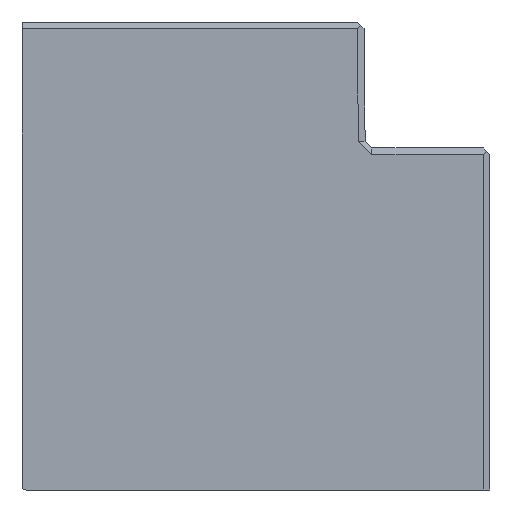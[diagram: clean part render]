
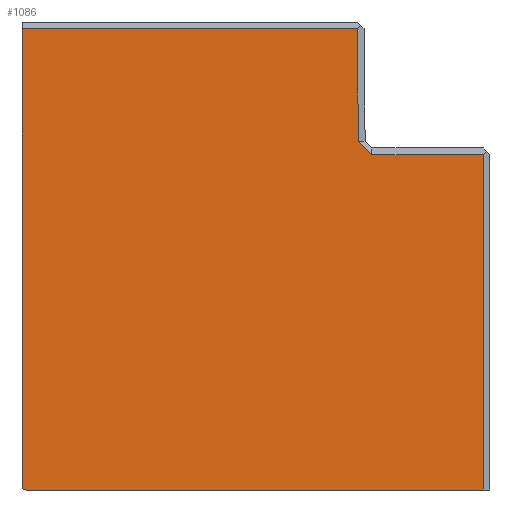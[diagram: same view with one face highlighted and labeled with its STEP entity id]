
A CAD part, front view. The second image highlights one B-rep face of the part: STEP entity #1086.
In plain terms, the highlighted planar face has unit normal (0, -1, 0).
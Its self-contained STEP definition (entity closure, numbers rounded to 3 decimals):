
#447=AXIS2_PLACEMENT_3D('Circle Axis2P3D',#445,#446,$) ;
#1074=AXIS2_PLACEMENT_3D('Plane Axis2P3D',#1071,#1072,#1073) ;
#417=CARTESIAN_POINT('Vertex',(78.838,-22.182,0.)) ;
#420=CARTESIAN_POINT('Line Origine',(51.85,-22.182,0.)) ;
#424=CARTESIAN_POINT('Vertex',(24.863,-22.182,0.)) ;
#445=CARTESIAN_POINT('Axis2P3D Location',(24.863,-22.182,0.5)) ;
#449=CARTESIAN_POINT('Vertex',(24.363,-22.182,0.5)) ;
#472=CARTESIAN_POINT('Vertex',(78.838,-22.182,39.601)) ;
#477=CARTESIAN_POINT('Line Origine',(78.838,-22.182,27.638)) ;
#719=CARTESIAN_POINT('Line Origine',(24.363,-22.182,27.488)) ;
#723=CARTESIAN_POINT('Vertex',(24.363,-22.182,54.475)) ;
#821=CARTESIAN_POINT('Vertex',(63.97,-22.182,54.475)) ;
#824=CARTESIAN_POINT('Line Origine',(51.6,-22.182,54.475)) ;
#954=CARTESIAN_POINT('Line Origine',(51.6,-22.182,39.601)) ;
#958=CARTESIAN_POINT('Vertex',(65.693,-22.182,39.601)) ;
#983=CARTESIAN_POINT('Vertex',(64.086,-22.182,41.201)) ;
#986=CARTESIAN_POINT('Line Origine',(64.205,-22.182,27.638)) ;
#1043=CARTESIAN_POINT('Line Origine',(64.89,-22.182,40.401)) ;
#1071=CARTESIAN_POINT('Axis2P3D Location',(0.,-22.182,0.)) ;
#421=DIRECTION('Vector Direction',(-1.,0.,0.)) ;
#446=DIRECTION('Axis2P3D Direction',(0.,1.,0.)) ;
#478=DIRECTION('Vector Direction',(0.,0.,-1.)) ;
#720=DIRECTION('Vector Direction',(0.,0.,1.)) ;
#825=DIRECTION('Vector Direction',(1.,0.,0.)) ;
#955=DIRECTION('Vector Direction',(1.,0.,0.)) ;
#987=DIRECTION('Vector Direction',(0.009,0.,-1.)) ;
#1044=DIRECTION('Vector Direction',(0.708,0.,-0.706)) ;
#1072=DIRECTION('Axis2P3D Direction',(0.,1.,-0.)) ;
#1073=DIRECTION('Axis2P3D XDirection',(-1.,0.,0.)) ;
#422=VECTOR('Line Direction',#421,1.) ;
#479=VECTOR('Line Direction',#478,1.) ;
#721=VECTOR('Line Direction',#720,1.) ;
#826=VECTOR('Line Direction',#825,1.) ;
#956=VECTOR('Line Direction',#955,1.) ;
#988=VECTOR('Line Direction',#987,1.) ;
#1045=VECTOR('Line Direction',#1044,1.) ;
#1077=ORIENTED_EDGE('',*,*,#451,.F.) ;
#1078=ORIENTED_EDGE('',*,*,#426,.F.) ;
#1079=ORIENTED_EDGE('',*,*,#481,.F.) ;
#1080=ORIENTED_EDGE('',*,*,#960,.F.) ;
#1081=ORIENTED_EDGE('',*,*,#1047,.F.) ;
#1082=ORIENTED_EDGE('',*,*,#990,.F.) ;
#1083=ORIENTED_EDGE('',*,*,#828,.F.) ;
#1084=ORIENTED_EDGE('',*,*,#725,.F.) ;
#1086=ADVANCED_FACE('Body.2',(#1085),#1075,.F.) ;
#448=CIRCLE('generated circle',#447,0.5) ;
#426=EDGE_CURVE('',#418,#425,#423,.T.) ;
#451=EDGE_CURVE('',#425,#450,#448,.T.) ;
#481=EDGE_CURVE('',#473,#418,#480,.T.) ;
#725=EDGE_CURVE('',#450,#724,#722,.T.) ;
#828=EDGE_CURVE('',#724,#822,#827,.T.) ;
#960=EDGE_CURVE('',#959,#473,#957,.T.) ;
#990=EDGE_CURVE('',#822,#984,#989,.T.) ;
#1047=EDGE_CURVE('',#984,#959,#1046,.T.) ;
#1076=EDGE_LOOP('',(#1077,#1078,#1079,#1080,#1081,#1082,#1083,#1084)) ;
#1085=FACE_OUTER_BOUND('',#1076,.T.) ;
#423=LINE('Line',#420,#422) ;
#480=LINE('Line',#477,#479) ;
#722=LINE('Line',#719,#721) ;
#827=LINE('Line',#824,#826) ;
#957=LINE('Line',#954,#956) ;
#989=LINE('Line',#986,#988) ;
#1046=LINE('Line',#1043,#1045) ;
#1075=PLANE('',#1074) ;
#418=VERTEX_POINT('',#417) ;
#425=VERTEX_POINT('',#424) ;
#450=VERTEX_POINT('',#449) ;
#473=VERTEX_POINT('',#472) ;
#724=VERTEX_POINT('',#723) ;
#822=VERTEX_POINT('',#821) ;
#959=VERTEX_POINT('',#958) ;
#984=VERTEX_POINT('',#983) ;
